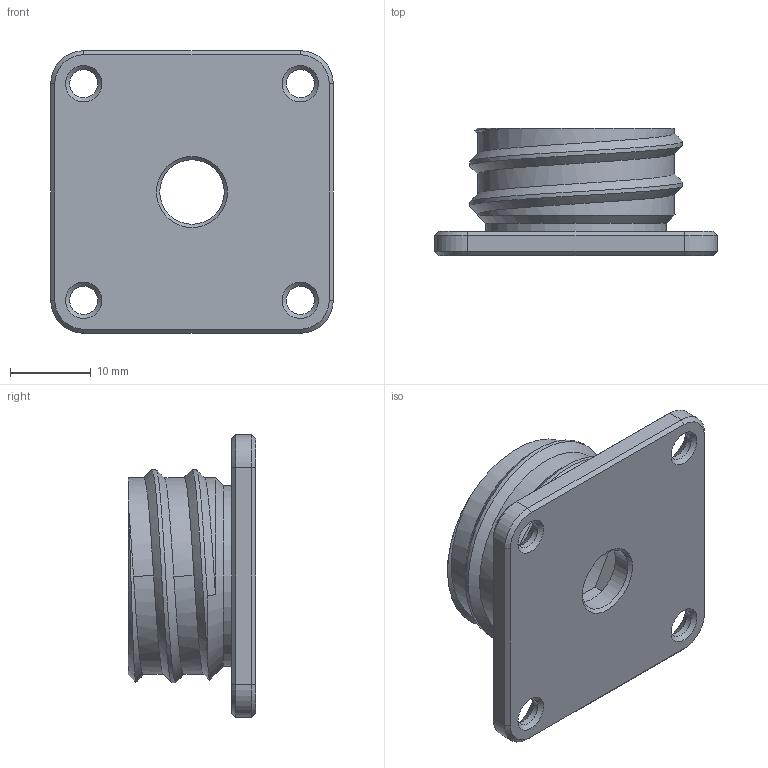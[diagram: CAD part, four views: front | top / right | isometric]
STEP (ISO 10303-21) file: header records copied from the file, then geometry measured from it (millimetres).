
FILE_DESCRIPTION(/* description */ (''),/* implementation_level */ '2;1');
FILE_NAME(/* name */ 'PanelMountedWaterproofBarrelJack.step',/* time_stamp */ '2020-12-07T19:15:32+01:00',/* author */ (''),/* organization */ (''),/* preprocessor_version */ 'ST-DEVELOPER v18.1',/* originating_system */ 'Autodesk Translation Framework v9.3.0.1241',/* authorisation */ '');
FILE_SCHEMA (('AUTOMOTIVE_DESIGN { 1 0 10303 214 3 1 1 }'));
Length unit declared in the file: millimetre
Products named in the file (1): PanelMountedWaterproof
Bounding box: 35 x 15.8 x 35 mm (x, y, z)
Volume: 5138.4 mm3; surface area: 4910.9 mm2
Topology: 1 solids, 1 shells, 77 faces, 179 edges, 108 vertices
Faces by surface type: plane 28, cylinder 23, cone 20, sphere 4, bspline 2
Full cylindrical faces by diameter (mm): 3.5 x4, 8 x1, 12.5 x1, 17 x1, 22 x1, 22.4 x1, 24.4 x2
Entity records: 2993 total; most frequent: CARTESIAN_POINT 1178, DIRECTION 382, ORIENTED_EDGE 358, EDGE_CURVE 179, AXIS2_PLACEMENT_3D 146, VERTEX_POINT 108, EDGE_LOOP 91, LINE 90
